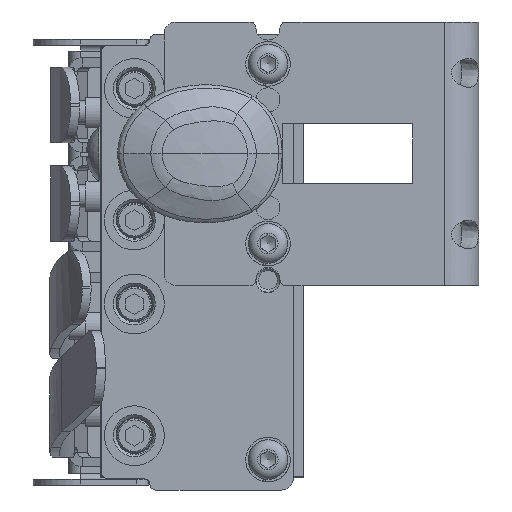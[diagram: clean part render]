
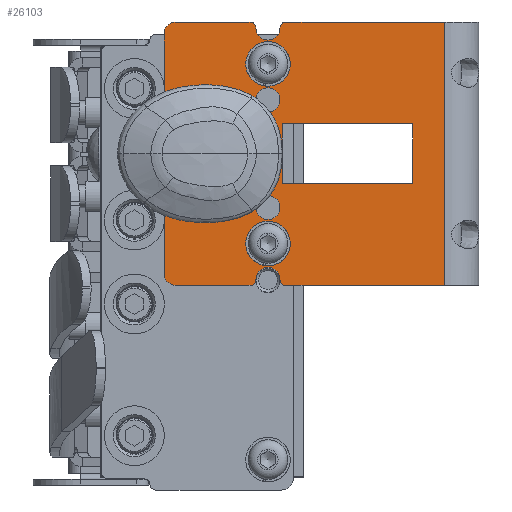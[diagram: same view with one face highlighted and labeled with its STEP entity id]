
A CAD part, left-side view. The second image highlights one B-rep face of the part: STEP entity #26103.
In plain terms, the highlighted planar face has unit normal (-1, 0, 0).
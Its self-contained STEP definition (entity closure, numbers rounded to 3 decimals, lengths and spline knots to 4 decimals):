
#1040=FACE_BOUND('',#4607,.T.);
#1041=FACE_BOUND('',#4608,.T.);
#1042=FACE_BOUND('',#4609,.T.);
#1043=FACE_BOUND('',#4610,.T.);
#1044=FACE_BOUND('',#4611,.T.);
#1045=FACE_BOUND('',#4612,.T.);
#1248=PLANE('',#27620);
#1881=CIRCLE('',#27522,0.0625);
#1902=CIRCLE('',#27545,0.125);
#1903=CIRCLE('',#27547,0.0625);
#1904=CIRCLE('',#27549,0.0625);
#1905=CIRCLE('',#27551,0.125);
#1906=CIRCLE('',#27553,0.0625);
#1907=CIRCLE('',#27556,0.125);
#1908=CIRCLE('',#27559,0.125);
#1909=CIRCLE('',#27562,0.25);
#1910=CIRCLE('',#27564,0.572);
#1911=CIRCLE('',#27566,0.25);
#1942=CIRCLE('',#27613,0.125);
#1943=CIRCLE('',#27615,0.125);
#1944=CIRCLE('',#27617,0.125);
#1945=CIRCLE('',#27619,0.125);
#1946=CIRCLE('',#27621,0.4425);
#3190=FACE_OUTER_BOUND('',#4606,.T.);
#4606=EDGE_LOOP('',(#18094,#18095,#18096,#18097,#18098,#18099,#18100,#18101,
#18102,#18103,#18104,#18105,#18106,#18107,#18108,#18109,#18110,#18111));
#4607=EDGE_LOOP('',(#18112,#18113,#18114,#18115));
#4608=EDGE_LOOP('',(#18116));
#4609=EDGE_LOOP('',(#18117));
#4610=EDGE_LOOP('',(#18118));
#4611=EDGE_LOOP('',(#18119));
#4612=EDGE_LOOP('',(#18120));
#6201=LINE('',#36447,#7933);
#6204=LINE('',#36455,#7936);
#6207=LINE('',#36463,#7939);
#6212=LINE('',#36479,#7944);
#6213=LINE('',#36483,#7945);
#6216=LINE('',#36488,#7948);
#6218=LINE('',#36492,#7950);
#6220=LINE('',#36495,#7952);
#6235=LINE('',#36593,#7967);
#6236=LINE('',#36595,#7968);
#6237=LINE('',#36596,#7969);
#7933=VECTOR('',#29850,0.3937);
#7936=VECTOR('',#29859,0.3937);
#7939=VECTOR('',#29868,0.3937);
#7944=VECTOR('',#29887,0.3937);
#7945=VECTOR('',#29890,0.3937);
#7948=VECTOR('',#29895,0.3937);
#7950=VECTOR('',#29899,0.3937);
#7952=VECTOR('',#29903,0.3937);
#7967=VECTOR('',#30016,0.3937);
#7968=VECTOR('',#30017,0.3937);
#7969=VECTOR('',#30018,0.3937);
#10836=VERTEX_POINT('',#36355);
#10837=VERTEX_POINT('',#36357);
#10868=VERTEX_POINT('',#36423);
#10869=VERTEX_POINT('',#36427);
#10870=VERTEX_POINT('',#36431);
#10871=VERTEX_POINT('',#36432);
#10872=VERTEX_POINT('',#36437);
#10873=VERTEX_POINT('',#36441);
#10874=VERTEX_POINT('',#36445);
#10875=VERTEX_POINT('',#36449);
#10876=VERTEX_POINT('',#36451);
#10877=VERTEX_POINT('',#36457);
#10878=VERTEX_POINT('',#36458);
#10879=VERTEX_POINT('',#36465);
#10880=VERTEX_POINT('',#36467);
#10881=VERTEX_POINT('',#36471);
#10882=VERTEX_POINT('',#36475);
#10883=VERTEX_POINT('',#36481);
#10884=VERTEX_POINT('',#36482);
#10885=VERTEX_POINT('',#36487);
#10886=VERTEX_POINT('',#36491);
#10917=VERTEX_POINT('',#36577);
#10918=VERTEX_POINT('',#36581);
#10919=VERTEX_POINT('',#36585);
#10920=VERTEX_POINT('',#36589);
#10921=VERTEX_POINT('',#36594);
#10922=VERTEX_POINT('',#36597);
#13749=EDGE_CURVE('',#10836,#10837,#1881,.T.);
#13782=EDGE_CURVE('',#10868,#10837,#1902,.T.);
#13784=EDGE_CURVE('',#10868,#10869,#1903,.T.);
#13786=EDGE_CURVE('',#10870,#10871,#1904,.T.);
#13790=EDGE_CURVE('',#10870,#10872,#1905,.T.);
#13792=EDGE_CURVE('',#10873,#10872,#1906,.T.);
#13794=EDGE_CURVE('',#10874,#10873,#6201,.T.);
#13796=EDGE_CURVE('',#10875,#10876,#1907,.T.);
#13798=EDGE_CURVE('',#10871,#10875,#6204,.T.);
#13799=EDGE_CURVE('',#10877,#10878,#1908,.T.);
#13802=EDGE_CURVE('',#10878,#10836,#6207,.T.);
#13804=EDGE_CURVE('',#10879,#10880,#1909,.T.);
#13807=EDGE_CURVE('',#10879,#10881,#1910,.T.);
#13809=EDGE_CURVE('',#10882,#10881,#1911,.T.);
#13810=EDGE_CURVE('',#10882,#10876,#6212,.T.);
#13811=EDGE_CURVE('',#10883,#10884,#6213,.T.);
#13814=EDGE_CURVE('',#10884,#10885,#6216,.T.);
#13816=EDGE_CURVE('',#10885,#10886,#6218,.T.);
#13818=EDGE_CURVE('',#10886,#10883,#6220,.T.);
#13859=EDGE_CURVE('',#10917,#10917,#1942,.T.);
#13861=EDGE_CURVE('',#10918,#10918,#1943,.T.);
#13863=EDGE_CURVE('',#10919,#10919,#1944,.T.);
#13865=EDGE_CURVE('',#10920,#10920,#1945,.T.);
#13867=EDGE_CURVE('',#10877,#10880,#6235,.T.);
#13868=EDGE_CURVE('',#10874,#10921,#6236,.T.);
#13869=EDGE_CURVE('',#10869,#10921,#6237,.T.);
#13870=EDGE_CURVE('',#10922,#10922,#1946,.T.);
#18094=ORIENTED_EDGE('',*,*,#13749,.F.);
#18095=ORIENTED_EDGE('',*,*,#13802,.F.);
#18096=ORIENTED_EDGE('',*,*,#13799,.F.);
#18097=ORIENTED_EDGE('',*,*,#13867,.T.);
#18098=ORIENTED_EDGE('',*,*,#13804,.F.);
#18099=ORIENTED_EDGE('',*,*,#13807,.T.);
#18100=ORIENTED_EDGE('',*,*,#13809,.F.);
#18101=ORIENTED_EDGE('',*,*,#13810,.T.);
#18102=ORIENTED_EDGE('',*,*,#13796,.F.);
#18103=ORIENTED_EDGE('',*,*,#13798,.F.);
#18104=ORIENTED_EDGE('',*,*,#13786,.F.);
#18105=ORIENTED_EDGE('',*,*,#13790,.T.);
#18106=ORIENTED_EDGE('',*,*,#13792,.F.);
#18107=ORIENTED_EDGE('',*,*,#13794,.F.);
#18108=ORIENTED_EDGE('',*,*,#13868,.T.);
#18109=ORIENTED_EDGE('',*,*,#13869,.F.);
#18110=ORIENTED_EDGE('',*,*,#13784,.F.);
#18111=ORIENTED_EDGE('',*,*,#13782,.T.);
#18112=ORIENTED_EDGE('',*,*,#13816,.T.);
#18113=ORIENTED_EDGE('',*,*,#13818,.T.);
#18114=ORIENTED_EDGE('',*,*,#13811,.T.);
#18115=ORIENTED_EDGE('',*,*,#13814,.T.);
#18116=ORIENTED_EDGE('',*,*,#13870,.T.);
#18117=ORIENTED_EDGE('',*,*,#13865,.T.);
#18118=ORIENTED_EDGE('',*,*,#13863,.T.);
#18119=ORIENTED_EDGE('',*,*,#13861,.T.);
#18120=ORIENTED_EDGE('',*,*,#13859,.T.);
#26103=ADVANCED_FACE('',(#3190,#1040,#1041,#1042,#1043,#1044,#1045),#1248,
 .F.);
#27522=AXIS2_PLACEMENT_3D('',#36358,#29765,#29766);
#27545=AXIS2_PLACEMENT_3D('',#36424,#29823,#29824);
#27547=AXIS2_PLACEMENT_3D('',#36428,#29828,#29829);
#27549=AXIS2_PLACEMENT_3D('',#36433,#29833,#29834);
#27551=AXIS2_PLACEMENT_3D('',#36439,#29840,#29841);
#27553=AXIS2_PLACEMENT_3D('',#36443,#29845,#29846);
#27556=AXIS2_PLACEMENT_3D('',#36452,#29854,#29855);
#27559=AXIS2_PLACEMENT_3D('',#36459,#29862,#29863);
#27562=AXIS2_PLACEMENT_3D('',#36468,#29872,#29873);
#27564=AXIS2_PLACEMENT_3D('',#36473,#29878,#29879);
#27566=AXIS2_PLACEMENT_3D('',#36477,#29883,#29884);
#27613=AXIS2_PLACEMENT_3D('',#36578,#29996,#29997);
#27615=AXIS2_PLACEMENT_3D('',#36582,#30001,#30002);
#27617=AXIS2_PLACEMENT_3D('',#36586,#30006,#30007);
#27619=AXIS2_PLACEMENT_3D('',#36590,#30011,#30012);
#27620=AXIS2_PLACEMENT_3D('',#36592,#30014,#30015);
#27621=AXIS2_PLACEMENT_3D('',#36598,#30019,#30020);
#29765=DIRECTION('center_axis',(1.,0.,0.));
#29766=DIRECTION('ref_axis',(0.,-0.708,0.706));
#29823=DIRECTION('center_axis',(1.,0.,0.));
#29824=DIRECTION('ref_axis',(0.,0.,-1.));
#29828=DIRECTION('center_axis',(1.,0.,0.));
#29829=DIRECTION('ref_axis',(0.,0.708,0.706));
#29833=DIRECTION('center_axis',(1.,0.,0.));
#29834=DIRECTION('ref_axis',(0.,-0.708,-0.706));
#29840=DIRECTION('center_axis',(1.,0.,0.));
#29841=DIRECTION('ref_axis',(0.,0.,-1.));
#29845=DIRECTION('center_axis',(1.,0.,0.));
#29846=DIRECTION('ref_axis',(0.,0.708,-0.706));
#29850=DIRECTION('',(0.,1.,0.));
#29854=DIRECTION('center_axis',(1.,0.,0.));
#29855=DIRECTION('ref_axis',(0.,0.707,-0.707));
#29859=DIRECTION('',(0.,1.,0.));
#29862=DIRECTION('center_axis',(1.,0.,0.));
#29863=DIRECTION('ref_axis',(0.,0.707,0.707));
#29868=DIRECTION('',(0.,-1.,0.));
#29872=DIRECTION('center_axis',(-1.,0.,0.));
#29873=DIRECTION('ref_axis',(0.,-0.914,-0.407));
#29878=DIRECTION('center_axis',(-1.,0.,0.));
#29879=DIRECTION('ref_axis',(0.,-0.525,0.851));
#29883=DIRECTION('center_axis',(-1.,0.,0.));
#29884=DIRECTION('ref_axis',(0.,-0.914,0.407));
#29887=DIRECTION('',(0.,0.,-1.));
#29890=DIRECTION('',(0.,1.,0.));
#29895=DIRECTION('',(0.,0.,1.));
#29899=DIRECTION('',(0.,-1.,0.));
#29903=DIRECTION('',(0.,0.,-1.));
#29996=DIRECTION('center_axis',(1.,0.,0.));
#29997=DIRECTION('ref_axis',(0.,0.,-1.));
#30001=DIRECTION('center_axis',(1.,0.,0.));
#30002=DIRECTION('ref_axis',(0.,0.,-1.));
#30006=DIRECTION('center_axis',(1.,0.,0.));
#30007=DIRECTION('ref_axis',(0.,0.,-1.));
#30011=DIRECTION('center_axis',(1.,0.,0.));
#30012=DIRECTION('ref_axis',(0.,0.,-1.));
#30014=DIRECTION('center_axis',(1.,0.,0.));
#30015=DIRECTION('ref_axis',(0.,1.,0.));
#30016=DIRECTION('',(0.,0.,-1.));
#30017=DIRECTION('',(0.,0.,1.));
#30018=DIRECTION('',(0.,-1.,0.));
#30019=DIRECTION('center_axis',(1.,0.,0.));
#30020=DIRECTION('ref_axis',(0.,0.,-1.));
#36355=CARTESIAN_POINT('',(0.,0.5966,1.375));
#36357=CARTESIAN_POINT('',(0.,0.5341,1.3123));
#36358=CARTESIAN_POINT('Origin',(0.,0.5966,1.3125));
#36423=CARTESIAN_POINT('',(0.,0.2841,1.3123));
#36424=CARTESIAN_POINT('Origin',(0.,0.4091,1.312));
#36427=CARTESIAN_POINT('',(0.,0.2216,1.375));
#36428=CARTESIAN_POINT('Origin',(0.,0.2216,1.3125));
#36431=CARTESIAN_POINT('',(0.,0.5341,-1.3123));
#36432=CARTESIAN_POINT('',(0.,0.5966,-1.375));
#36433=CARTESIAN_POINT('Origin',(0.,0.5966,-1.3125));
#36437=CARTESIAN_POINT('',(0.,0.2841,-1.3123));
#36439=CARTESIAN_POINT('Origin',(0.,0.4091,-1.312));
#36441=CARTESIAN_POINT('',(0.,0.2216,-1.375));
#36443=CARTESIAN_POINT('Origin',(0.,0.2216,-1.3125));
#36445=CARTESIAN_POINT('',(0.,-1.4349,-1.375));
#36447=CARTESIAN_POINT('',(0.,-1.7935,-1.375));
#36449=CARTESIAN_POINT('',(0.,1.3685,-1.375));
#36451=CARTESIAN_POINT('',(0.,1.4935,-1.25));
#36452=CARTESIAN_POINT('Origin',(0.,1.3685,-1.25));
#36455=CARTESIAN_POINT('',(0.,-1.7935,-1.375));
#36457=CARTESIAN_POINT('',(0.,1.4935,1.25));
#36458=CARTESIAN_POINT('',(0.,1.3685,1.375));
#36459=CARTESIAN_POINT('Origin',(0.,1.3685,1.25));
#36463=CARTESIAN_POINT('',(0.,1.7935,1.375));
#36465=CARTESIAN_POINT('',(0.,1.5762,0.4251));
#36467=CARTESIAN_POINT('',(0.,1.4935,0.6108));
#36468=CARTESIAN_POINT('Origin',(0.,1.7435,0.6108));
#36471=CARTESIAN_POINT('',(0.,1.5762,-0.4251));
#36473=CARTESIAN_POINT('Origin',(0.,1.1934,0.));
#36475=CARTESIAN_POINT('',(0.,1.4935,-0.6108));
#36477=CARTESIAN_POINT('Origin',(0.,1.7435,-0.6108));
#36479=CARTESIAN_POINT('',(0.,1.4935,-0.6875));
#36481=CARTESIAN_POINT('',(0.,-1.1015,-0.3125));
#36482=CARTESIAN_POINT('',(0.,0.261,-0.3125));
#36483=CARTESIAN_POINT('',(0.,-0.5507,-0.3125));
#36487=CARTESIAN_POINT('',(0.,0.261,0.3125));
#36488=CARTESIAN_POINT('',(0.,0.261,-0.1563));
#36491=CARTESIAN_POINT('',(0.,-1.1015,0.3125));
#36492=CARTESIAN_POINT('',(0.,0.1305,0.3125));
#36495=CARTESIAN_POINT('',(0.,-1.1015,0.1563));
#36577=CARTESIAN_POINT('',(0.,0.4091,-0.437));
#36578=CARTESIAN_POINT('Origin',(0.,0.4091,-0.562));
#36581=CARTESIAN_POINT('',(0.,0.4091,1.062));
#36582=CARTESIAN_POINT('Origin',(0.,0.4091,0.937));
#36585=CARTESIAN_POINT('',(0.,0.4091,0.687));
#36586=CARTESIAN_POINT('Origin',(0.,0.4091,0.562));
#36589=CARTESIAN_POINT('',(0.,0.4091,-0.812));
#36590=CARTESIAN_POINT('Origin',(0.,0.4091,-0.937));
#36592=CARTESIAN_POINT('Origin',(0.,0.,0.));
#36593=CARTESIAN_POINT('',(0.,1.4935,0.2435));
#36594=CARTESIAN_POINT('',(0.,-1.4349,1.375));
#36595=CARTESIAN_POINT('',(0.,-1.4349,0.6875));
#36596=CARTESIAN_POINT('',(0.,1.7935,1.375));
#36597=CARTESIAN_POINT('',(0.,1.1508,0.4425));
#36598=CARTESIAN_POINT('Origin',(0.,1.1508,0.));
